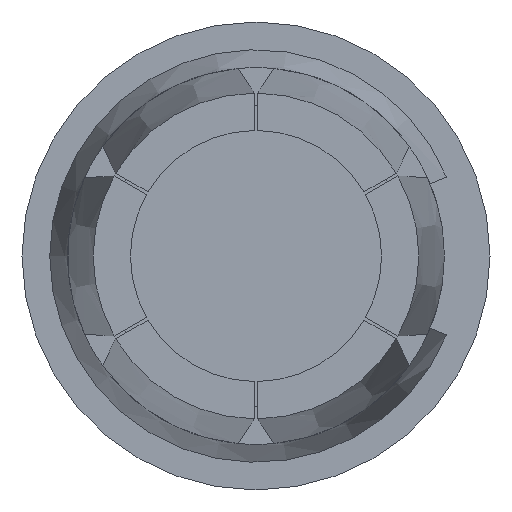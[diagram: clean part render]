
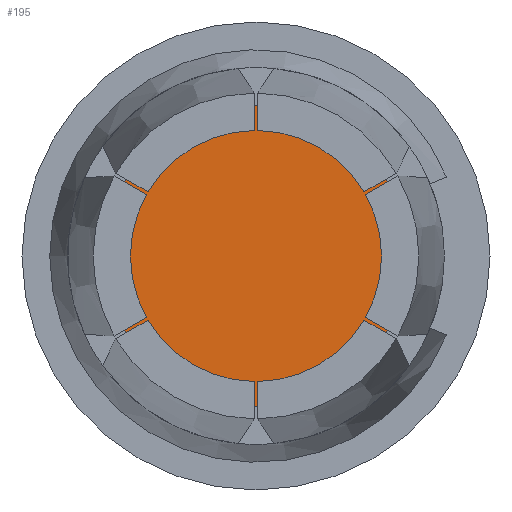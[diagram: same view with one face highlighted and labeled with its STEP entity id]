
A CAD part, front view. The second image highlights one B-rep face of the part: STEP entity #195.
In plain terms, the highlighted planar face has unit normal (0, -1, 0).
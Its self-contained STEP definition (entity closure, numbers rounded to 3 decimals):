
#195=ADVANCED_FACE('',(#308),#248,.T.);
#248=PLANE('',#1387);
#308=FACE_OUTER_BOUND('',#391,.T.);
#391=EDGE_LOOP('',(#756));
#473=CIRCLE('',#1386,1.905);
#756=ORIENTED_EDGE('',*,*,#1104,.F.);
#939=VERTEX_POINT('',#2210);
#1104=EDGE_CURVE('',#939,#939,#473,.T.);
#1386=AXIS2_PLACEMENT_3D('',#2209,#1718,#1719);
#1387=AXIS2_PLACEMENT_3D('',#2211,#1720,#1721);
#1718=DIRECTION('',(0.,1.,0.));
#1719=DIRECTION('',(1.,0.,0.));
#1720=DIRECTION('',(0.,-1.,0.));
#1721=DIRECTION('',(0.,0.,1.));
#2209=CARTESIAN_POINT('',(-0.264,18.121,-27.562));
#2210=CARTESIAN_POINT('',(1.641,18.121,-27.562));
#2211=CARTESIAN_POINT('',(1.832,18.121,-29.658));
